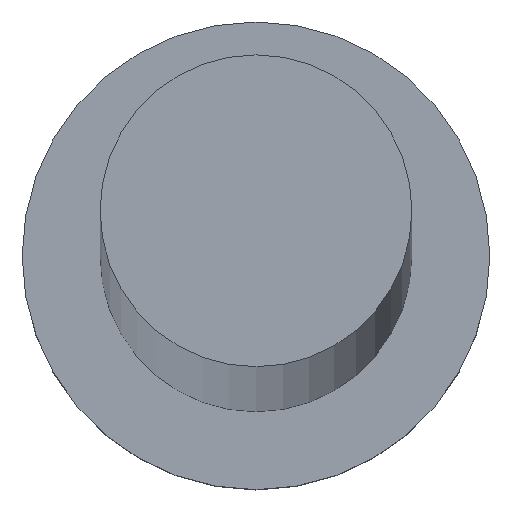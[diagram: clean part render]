
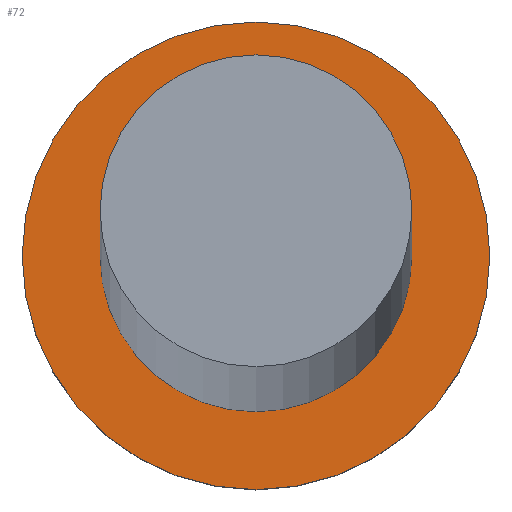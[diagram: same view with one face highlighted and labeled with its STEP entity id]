
A CAD part, top view. The second image highlights one B-rep face of the part: STEP entity #72.
In plain terms, the highlighted planar face has unit normal (0, 0, 1).
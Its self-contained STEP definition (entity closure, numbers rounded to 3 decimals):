
#5 = CIRCLE ( 'NONE', #194, 6. ) ;
#13 = CARTESIAN_POINT ( 'NONE',  ( -6., 0., 6.5 ) ) ;
#19 = CARTESIAN_POINT ( 'NONE',  ( 0., 0., 6.5 ) ) ;
#31 = PLANE ( 'NONE',  #238 ) ;
#35 = DIRECTION ( 'NONE',  ( 1., 0., 0. ) ) ;
#56 = CARTESIAN_POINT ( 'NONE',  ( 0., 0., 6.5 ) ) ;
#58 = CIRCLE ( 'NONE', #97, 9. ) ;
#62 = CARTESIAN_POINT ( 'NONE',  ( 0., 0., 6.5 ) ) ;
#65 = ORIENTED_EDGE ( 'NONE', *, *, #137, .T. ) ;
#70 = DIRECTION ( 'NONE',  ( 0., 0., 1. ) ) ;
#71 = DIRECTION ( 'NONE',  ( 0., 0., 1. ) ) ;
#72 = ADVANCED_FACE ( 'NONE', ( #157, #205 ), #31, .T. ) ;
#73 = AXIS2_PLACEMENT_3D ( 'NONE', #207, #251, #35 ) ;
#86 = VERTEX_POINT ( 'NONE', #13 ) ;
#96 = EDGE_CURVE ( 'NONE', #156, #86, #5, .T. ) ;
#97 = AXIS2_PLACEMENT_3D ( 'NONE', #228, #70, #204 ) ;
#101 = EDGE_CURVE ( 'NONE', #105, #192, #58, .T. ) ;
#105 = VERTEX_POINT ( 'NONE', #136 ) ;
#109 = EDGE_LOOP ( 'NONE', ( #172, #65 ) ) ;
#112 = DIRECTION ( 'NONE',  ( 0., 0., 1. ) ) ;
#116 = CIRCLE ( 'NONE', #127, 9. ) ;
#127 = AXIS2_PLACEMENT_3D ( 'NONE', #19, #71, #185 ) ;
#136 = CARTESIAN_POINT ( 'NONE',  ( -9., 0., 6.5 ) ) ;
#137 = EDGE_CURVE ( 'NONE', #192, #105, #116, .T. ) ;
#150 = CARTESIAN_POINT ( 'NONE',  ( 6., 0., 6.5 ) ) ;
#151 = EDGE_CURVE ( 'NONE', #86, #156, #190, .T. ) ;
#156 = VERTEX_POINT ( 'NONE', #150 ) ;
#157 = FACE_BOUND ( 'NONE', #248, .T. ) ;
#162 = DIRECTION ( 'NONE',  ( 1., 0., 0. ) ) ;
#172 = ORIENTED_EDGE ( 'NONE', *, *, #101, .T. ) ;
#178 = ORIENTED_EDGE ( 'NONE', *, *, #151, .F. ) ;
#180 = DIRECTION ( 'NONE',  ( 0., 0., 1. ) ) ;
#181 = DIRECTION ( 'NONE',  ( 1., 0., 0. ) ) ;
#185 = DIRECTION ( 'NONE',  ( 1., 0., 0. ) ) ;
#187 = CARTESIAN_POINT ( 'NONE',  ( 9., 0., 6.5 ) ) ;
#190 = CIRCLE ( 'NONE', #73, 6. ) ;
#192 = VERTEX_POINT ( 'NONE', #187 ) ;
#194 = AXIS2_PLACEMENT_3D ( 'NONE', #56, #180, #162 ) ;
#202 = ORIENTED_EDGE ( 'NONE', *, *, #96, .F. ) ;
#204 = DIRECTION ( 'NONE',  ( 1., 0., 0. ) ) ;
#205 = FACE_OUTER_BOUND ( 'NONE', #109, .T. ) ;
#207 = CARTESIAN_POINT ( 'NONE',  ( 0., 0., 6.5 ) ) ;
#228 = CARTESIAN_POINT ( 'NONE',  ( 0., 0., 6.5 ) ) ;
#238 = AXIS2_PLACEMENT_3D ( 'NONE', #62, #112, #181 ) ;
#248 = EDGE_LOOP ( 'NONE', ( #178, #202 ) ) ;
#251 = DIRECTION ( 'NONE',  ( 0., 0., 1. ) ) ;
